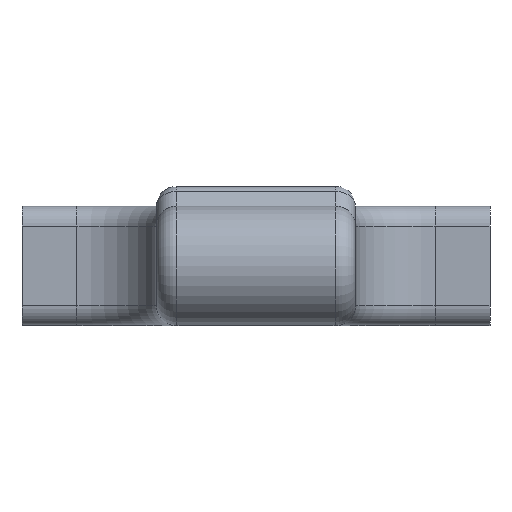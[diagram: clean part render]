
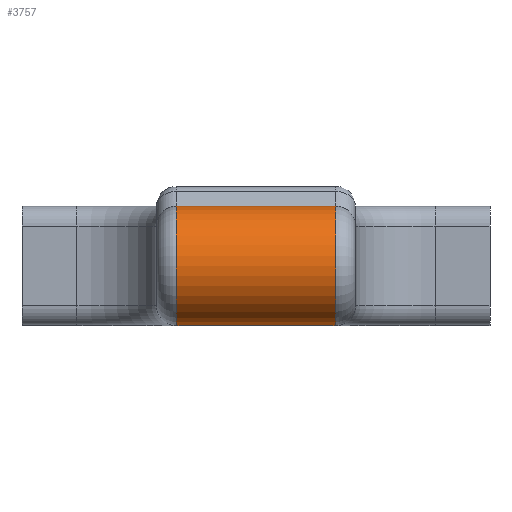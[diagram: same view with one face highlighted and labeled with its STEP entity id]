
A CAD part, left-side view. The second image highlights one B-rep face of the part: STEP entity #3757.
In plain terms, the highlighted cylindrical face has radius 7.5 mm (diameter 15 mm), a full revolution.
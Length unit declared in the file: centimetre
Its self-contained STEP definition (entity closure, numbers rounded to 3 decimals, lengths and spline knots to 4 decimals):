
#31=FACE_BOUND('',#752,.T.);
#118=CYLINDRICAL_SURFACE('',#4079,0.75);
#212=CIRCLE('',#3936,0.75);
#279=CIRCLE('',#4030,0.75);
#296=CIRCLE('',#4069,0.75);
#297=CIRCLE('',#4080,0.75);
#509=FACE_OUTER_BOUND('',#751,.T.);
#751=EDGE_LOOP('',(#3331,#3332,#3333,#3334));
#752=EDGE_LOOP('',(#3335,#3336,#3337,#3338));
#871=LINE('',#9654,#1037);
#875=LINE('',#9661,#1041);
#925=LINE('',#9868,#1091);
#926=LINE('',#9870,#1092);
#1037=VECTOR('',#4615,1.);
#1041=VECTOR('',#4619,1.);
#1091=VECTOR('',#4857,1.);
#1092=VECTOR('',#4858,1.);
#1578=VERTEX_POINT('',#9528);
#1583=VERTEX_POINT('',#9541);
#1620=VERTEX_POINT('',#9651);
#1621=VERTEX_POINT('',#9653);
#1624=VERTEX_POINT('',#9659);
#1669=VERTEX_POINT('',#9766);
#1687=VERTEX_POINT('',#9847);
#1688=VERTEX_POINT('',#9869);
#2082=EDGE_CURVE('',#1583,#1578,#212,.T.);
#2138=EDGE_CURVE('',#1620,#1621,#871,.T.);
#2142=EDGE_CURVE('',#1624,#1583,#875,.T.);
#2196=EDGE_CURVE('',#1669,#1620,#279,.T.);
#2237=EDGE_CURVE('',#1687,#1624,#296,.T.);
#2247=EDGE_CURVE('',#1687,#1578,#925,.T.);
#2248=EDGE_CURVE('',#1669,#1688,#926,.T.);
#2249=EDGE_CURVE('',#1621,#1688,#297,.T.);
#3331=ORIENTED_EDGE('',*,*,#2082,.F.);
#3332=ORIENTED_EDGE('',*,*,#2142,.F.);
#3333=ORIENTED_EDGE('',*,*,#2237,.F.);
#3334=ORIENTED_EDGE('',*,*,#2247,.T.);
#3335=ORIENTED_EDGE('',*,*,#2196,.F.);
#3336=ORIENTED_EDGE('',*,*,#2248,.T.);
#3337=ORIENTED_EDGE('',*,*,#2249,.F.);
#3338=ORIENTED_EDGE('',*,*,#2138,.F.);
#3757=ADVANCED_FACE('',(#509,#31),#118,.T.);
#3936=AXIS2_PLACEMENT_3D('',#9543,#4492,#4493);
#4030=AXIS2_PLACEMENT_3D('',#9768,#4725,#4726);
#4069=AXIS2_PLACEMENT_3D('',#9848,#4826,#4827);
#4079=AXIS2_PLACEMENT_3D('',#9867,#4855,#4856);
#4080=AXIS2_PLACEMENT_3D('',#9871,#4859,#4860);
#4492=DIRECTION('center_axis',(0.,1.,0.));
#4493=DIRECTION('ref_axis',(-1.,0.,0.));
#4615=DIRECTION('',(0.,1.,0.));
#4619=DIRECTION('',(0.,1.,0.));
#4725=DIRECTION('center_axis',(0.,-1.,0.));
#4726=DIRECTION('ref_axis',(-1.,0.,0.));
#4826=DIRECTION('center_axis',(0.,1.,0.));
#4827=DIRECTION('ref_axis',(1.,0.,0.));
#4855=DIRECTION('center_axis',(0.,1.,0.));
#4856=DIRECTION('ref_axis',(1.,0.,0.));
#4857=DIRECTION('',(0.,1.,0.));
#4858=DIRECTION('',(0.,1.,0.));
#4859=DIRECTION('center_axis',(0.,-1.,0.));
#4860=DIRECTION('ref_axis',(1.,0.,0.));
#9528=CARTESIAN_POINT('',(-3.5,1.,2.8));
#9541=CARTESIAN_POINT('',(-3.5,1.,1.3));
#9543=CARTESIAN_POINT('Origin',(-3.5,1.,2.05));
#9651=CARTESIAN_POINT('',(-3.5,-1.,1.3));
#9653=CARTESIAN_POINT('',(-3.5,-0.95,1.3));
#9654=CARTESIAN_POINT('',(-3.5,-1.25,1.3));
#9659=CARTESIAN_POINT('',(-3.5,0.95,1.3));
#9661=CARTESIAN_POINT('',(-3.5,-1.25,1.3));
#9766=CARTESIAN_POINT('',(-3.5,-1.,2.8));
#9768=CARTESIAN_POINT('Origin',(-3.5,-1.,2.05));
#9847=CARTESIAN_POINT('',(-3.5,0.95,2.8));
#9848=CARTESIAN_POINT('Origin',(-3.5,0.95,2.05));
#9867=CARTESIAN_POINT('Origin',(-3.5,-1.25,2.05));
#9868=CARTESIAN_POINT('',(-3.5,-1.25,2.8));
#9869=CARTESIAN_POINT('',(-3.5,-0.95,2.8));
#9870=CARTESIAN_POINT('',(-3.5,-1.25,2.8));
#9871=CARTESIAN_POINT('Origin',(-3.5,-0.95,2.05));
